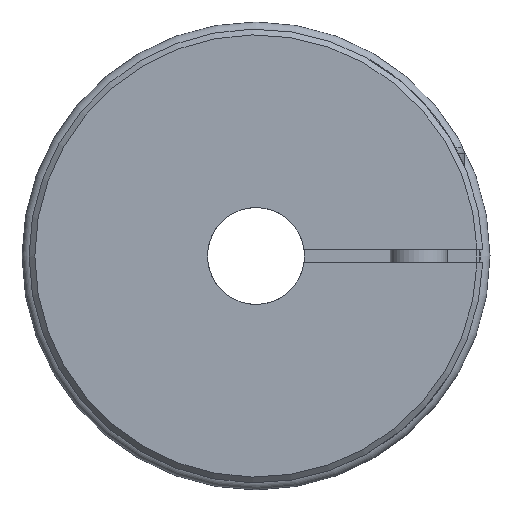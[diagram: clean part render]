
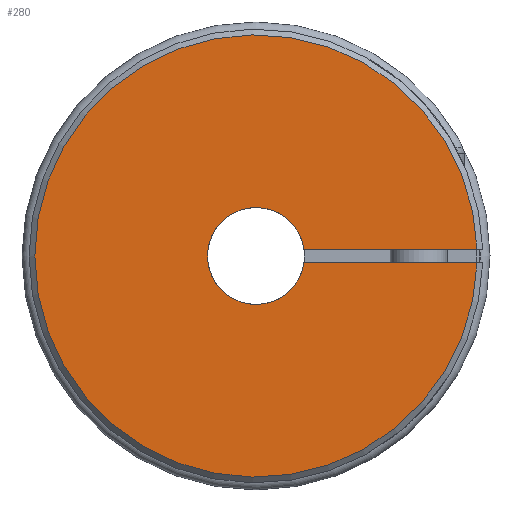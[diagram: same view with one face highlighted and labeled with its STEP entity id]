
A CAD part, left-side view. The second image highlights one B-rep face of the part: STEP entity #280.
In plain terms, the highlighted planar face has unit normal (-1, 0, 0).
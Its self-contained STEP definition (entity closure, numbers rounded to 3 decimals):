
#280 = ADVANCED_FACE( '', ( #661 ), #662, .F. );
#661 = FACE_OUTER_BOUND( '', #1136, .T. );
#662 = PLANE( '', #1137 );
#1136 = EDGE_LOOP( '', ( #1838, #1839, #1840, #1841 ) );
#1137 = AXIS2_PLACEMENT_3D( '', #1842, #1843, #1844 );
#1838 = ORIENTED_EDGE( '', *, *, #2431, .T. );
#1839 = ORIENTED_EDGE( '', *, *, #2519, .T. );
#1840 = ORIENTED_EDGE( '', *, *, #2520, .T. );
#1841 = ORIENTED_EDGE( '', *, *, #2521, .F. );
#1842 = CARTESIAN_POINT( '', ( -45., 0., 0. ) );
#1843 = DIRECTION( '', ( 1., 0., 0. ) );
#1844 = DIRECTION( '', ( 0., 0., 1. ) );
#2431 = EDGE_CURVE( '', #2858, #2856, #2859, .T. );
#2519 = EDGE_CURVE( '', #2856, #2985, #2986, .T. );
#2520 = EDGE_CURVE( '', #2985, #2987, #2988, .T. );
#2521 = EDGE_CURVE( '', #2858, #2987, #2989, .T. );
#2856 = VERTEX_POINT( '', #4452 );
#2858 = VERTEX_POINT( '', #4455 );
#2859 = LINE( '', #4456, #4457 );
#2985 = VERTEX_POINT( '', #4828 );
#2986 = CIRCLE( '', #4829, 38.75 );
#2987 = VERTEX_POINT( '', #4830 );
#2988 = LINE( '', #4831, #4832 );
#2989 = CIRCLE( '', #4833, 8.5 );
#4452 = CARTESIAN_POINT( '', ( -45., -38.731, 1.2 ) );
#4455 = CARTESIAN_POINT( '', ( -45., -8.415, 1.2 ) );
#4456 = CARTESIAN_POINT( '', ( -45., -14.952, 1.2 ) );
#4457 = VECTOR( '', #5434, 1000. );
#4828 = CARTESIAN_POINT( '', ( -45., -38.731, -1.2 ) );
#4829 = AXIS2_PLACEMENT_3D( '', #5559, #5560, #5561 );
#4830 = CARTESIAN_POINT( '', ( -45., -8.415, -1.2 ) );
#4831 = CARTESIAN_POINT( '', ( -45., -14.952, -1.2 ) );
#4832 = VECTOR( '', #5562, 1000. );
#4833 = AXIS2_PLACEMENT_3D( '', #5563, #5564, #5565 );
#5434 = DIRECTION( '', ( 0., -1., 0. ) );
#5559 = CARTESIAN_POINT( '', ( -45., 0., 0. ) );
#5560 = DIRECTION( '', ( -1., 0., 0. ) );
#5561 = DIRECTION( '', ( 0., 1., 0. ) );
#5562 = DIRECTION( '', ( 0., 1., 0. ) );
#5563 = CARTESIAN_POINT( '', ( -45., 0., 0. ) );
#5564 = DIRECTION( '', ( -1., 0., 0. ) );
#5565 = DIRECTION( '', ( 0., -1., 0. ) );
